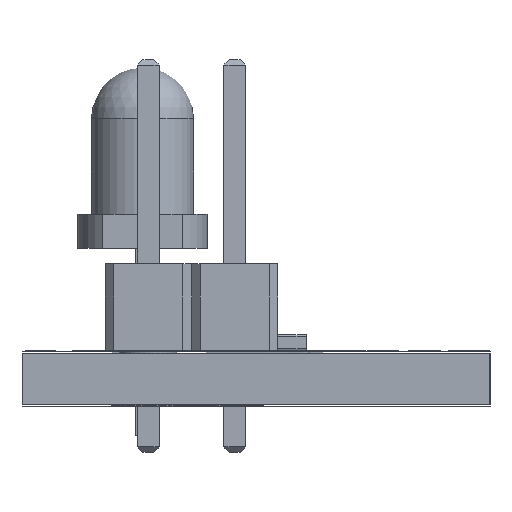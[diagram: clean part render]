
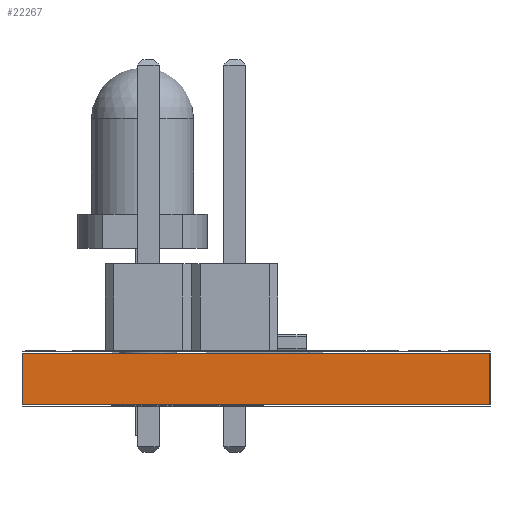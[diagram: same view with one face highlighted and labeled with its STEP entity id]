
A CAD part, left-side view. The second image highlights one B-rep face of the part: STEP entity #22267.
In plain terms, the highlighted planar face has unit normal (-1, 0, 0).
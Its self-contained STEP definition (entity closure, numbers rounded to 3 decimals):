
#22211 = VERTEX_POINT('',#22212);
#22212 = CARTESIAN_POINT('',(138.75,-109.75,1.51));
#22218 = EDGE_CURVE('',#22219,#22211,#22221,.T.);
#22219 = VERTEX_POINT('',#22220);
#22220 = CARTESIAN_POINT('',(138.75,-109.75,0.));
#22221 = LINE('',#22222,#22223);
#22222 = CARTESIAN_POINT('',(138.75,-109.75,0.));
#22223 = VECTOR('',#22224,1.);
#22224 = DIRECTION('',(0.,0.,1.));
#22267 = ADVANCED_FACE('',(#22268),#22293,.T.);
#22268 = FACE_BOUND('',#22269,.T.);
#22269 = EDGE_LOOP('',(#22270,#22271,#22279,#22287));
#22270 = ORIENTED_EDGE('',*,*,#22218,.T.);
#22271 = ORIENTED_EDGE('',*,*,#22272,.T.);
#22272 = EDGE_CURVE('',#22211,#22273,#22275,.T.);
#22273 = VERTEX_POINT('',#22274);
#22274 = CARTESIAN_POINT('',(138.75,-96.,1.51));
#22275 = LINE('',#22276,#22277);
#22276 = CARTESIAN_POINT('',(138.75,-109.75,1.51));
#22277 = VECTOR('',#22278,1.);
#22278 = DIRECTION('',(0.,1.,0.));
#22279 = ORIENTED_EDGE('',*,*,#22280,.F.);
#22280 = EDGE_CURVE('',#22281,#22273,#22283,.T.);
#22281 = VERTEX_POINT('',#22282);
#22282 = CARTESIAN_POINT('',(138.75,-96.,0.));
#22283 = LINE('',#22284,#22285);
#22284 = CARTESIAN_POINT('',(138.75,-96.,0.));
#22285 = VECTOR('',#22286,1.);
#22286 = DIRECTION('',(0.,0.,1.));
#22287 = ORIENTED_EDGE('',*,*,#22288,.F.);
#22288 = EDGE_CURVE('',#22219,#22281,#22289,.T.);
#22289 = LINE('',#22290,#22291);
#22290 = CARTESIAN_POINT('',(138.75,-109.75,0.));
#22291 = VECTOR('',#22292,1.);
#22292 = DIRECTION('',(0.,1.,0.));
#22293 = PLANE('',#22294);
#22294 = AXIS2_PLACEMENT_3D('',#22295,#22296,#22297);
#22295 = CARTESIAN_POINT('',(138.75,-109.75,0.));
#22296 = DIRECTION('',(-1.,0.,0.));
#22297 = DIRECTION('',(0.,1.,0.));
